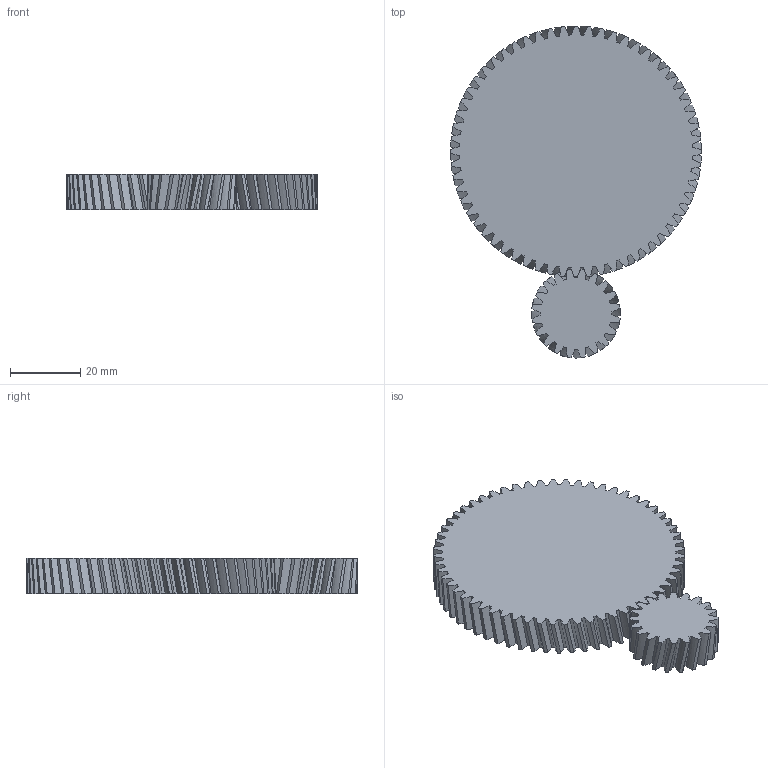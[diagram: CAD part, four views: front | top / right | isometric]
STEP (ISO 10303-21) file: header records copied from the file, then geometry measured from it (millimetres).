
FILE_DESCRIPTION(/* description */ (''),/* implementation_level */ '2;1');
FILE_NAME(/* name */ 'Spur.stp',/* time_stamp */ '2015-07-02T04:20:33+02:00',/* author */ ('Sam'),/* organization */ (''),/* preprocessor_version */ 'ST-DEVELOPER v15.2',/* originating_system */ 'Autodesk Inventor 2014',/* authorisation */ '');
FILE_SCHEMA (('AUTOMOTIVE_DESIGN { 1 0 10303 214 3 1 1 }'));
Length unit declared in the file: millimetre
Products named in the file (4): Spur Gear11; Spur Gear21; Spur Gears1; Spur
Bounding box: 71.46 x 94.53 x 10 mm (x, y, z)
Volume: 41608.7 mm3; surface area: 14122.3 mm2
Topology: 2 solids, 2 shells, 324 faces, 960 edges, 640 vertices
Faces by surface type: bspline 240, cylinder 80, plane 4
Entity records: 14687 total; most frequent: CARTESIAN_POINT 8091, ORIENTED_EDGE 1920, EDGE_CURVE 960, B_SPLINE_CURVE_WITH_KNOTS 800, VERTEX_POINT 640, DIRECTION 502, FACE_OUTER_BOUND 324, EDGE_LOOP 324
